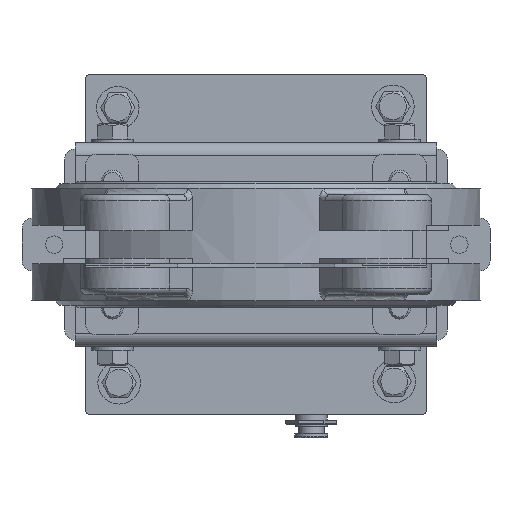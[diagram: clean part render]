
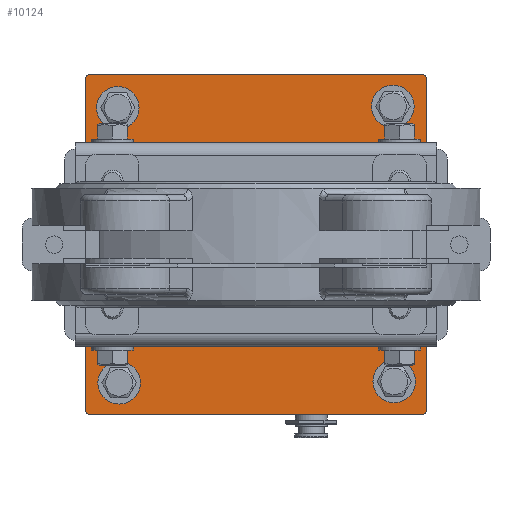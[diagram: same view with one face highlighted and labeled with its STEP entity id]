
A CAD part, front view. The second image highlights one B-rep face of the part: STEP entity #10124.
In plain terms, the highlighted planar face has unit normal (0, -1, 0).
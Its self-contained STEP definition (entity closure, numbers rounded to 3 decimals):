
#548=FACE_BOUND('',#3215,.T.);
#1189=LINE('',#17444,#2005);
#1193=LINE('',#17456,#2009);
#1197=LINE('',#17468,#2013);
#1201=LINE('',#17479,#2017);
#2005=VECTOR('',#13421,10.);
#2009=VECTOR('',#13433,10.);
#2013=VECTOR('',#13445,10.);
#2017=VECTOR('',#13457,10.);
#2599=FACE_OUTER_BOUND('',#3214,.T.);
#3214=EDGE_LOOP('',(#8148,#8149,#8150,#8151,#8152,#8153,#8154,#8155));
#3215=EDGE_LOOP('',(#8156));
#3714=CIRCLE('',#11153,32.5);
#3718=CIRCLE('',#11161,2.);
#3720=CIRCLE('',#11165,2.);
#3722=CIRCLE('',#11169,2.);
#3724=CIRCLE('',#11173,2.);
#4502=VERTEX_POINT('',#17419);
#4506=VERTEX_POINT('',#17434);
#4507=VERTEX_POINT('',#17435);
#4510=VERTEX_POINT('',#17443);
#4512=VERTEX_POINT('',#17449);
#4514=VERTEX_POINT('',#17455);
#4516=VERTEX_POINT('',#17461);
#4518=VERTEX_POINT('',#17467);
#4520=VERTEX_POINT('',#17473);
#5733=EDGE_CURVE('',#4502,#4502,#3714,.T.);
#5739=EDGE_CURVE('',#4506,#4507,#3718,.T.);
#5743=EDGE_CURVE('',#4510,#4506,#1189,.T.);
#5746=EDGE_CURVE('',#4512,#4510,#3720,.T.);
#5749=EDGE_CURVE('',#4514,#4512,#1193,.T.);
#5752=EDGE_CURVE('',#4516,#4514,#3722,.T.);
#5755=EDGE_CURVE('',#4518,#4516,#1197,.T.);
#5758=EDGE_CURVE('',#4520,#4518,#3724,.T.);
#5761=EDGE_CURVE('',#4507,#4520,#1201,.T.);
#8148=ORIENTED_EDGE('',*,*,#5761,.F.);
#8149=ORIENTED_EDGE('',*,*,#5739,.F.);
#8150=ORIENTED_EDGE('',*,*,#5743,.F.);
#8151=ORIENTED_EDGE('',*,*,#5746,.F.);
#8152=ORIENTED_EDGE('',*,*,#5749,.F.);
#8153=ORIENTED_EDGE('',*,*,#5752,.F.);
#8154=ORIENTED_EDGE('',*,*,#5755,.F.);
#8155=ORIENTED_EDGE('',*,*,#5758,.F.);
#8156=ORIENTED_EDGE('',*,*,#5733,.T.);
#9138=PLANE('',#11177);
#10124=ADVANCED_FACE('',(#2599,#548),#9138,.F.);
#11153=AXIS2_PLACEMENT_3D('',#17421,#13395,#13396);
#11161=AXIS2_PLACEMENT_3D('',#17436,#13413,#13414);
#11165=AXIS2_PLACEMENT_3D('',#17450,#13426,#13427);
#11169=AXIS2_PLACEMENT_3D('',#17462,#13438,#13439);
#11173=AXIS2_PLACEMENT_3D('',#17474,#13450,#13451);
#11177=AXIS2_PLACEMENT_3D('',#17482,#13461,#13462);
#13395=DIRECTION('center_axis',(0.,1.,0.));
#13396=DIRECTION('ref_axis',(1.,0.,0.));
#13413=DIRECTION('center_axis',(0.,1.,0.));
#13414=DIRECTION('ref_axis',(0.,0.,-1.));
#13421=DIRECTION('',(-1.,0.,0.));
#13426=DIRECTION('center_axis',(0.,1.,0.));
#13427=DIRECTION('ref_axis',(1.,0.,0.));
#13433=DIRECTION('',(0.,0.,-1.));
#13438=DIRECTION('center_axis',(0.,1.,0.));
#13439=DIRECTION('ref_axis',(0.,0.,1.));
#13445=DIRECTION('',(1.,0.,0.));
#13450=DIRECTION('center_axis',(0.,1.,0.));
#13451=DIRECTION('ref_axis',(-1.,0.,0.));
#13457=DIRECTION('',(0.,0.,1.));
#13461=DIRECTION('center_axis',(0.,1.,0.));
#13462=DIRECTION('ref_axis',(0.,0.,1.));
#17419=CARTESIAN_POINT('',(-32.5,0.,0.));
#17421=CARTESIAN_POINT('Origin',(0.,0.,0.));
#17434=CARTESIAN_POINT('',(-78.,0.,-80.));
#17435=CARTESIAN_POINT('',(-80.,0.,-78.));
#17436=CARTESIAN_POINT('Origin',(-78.,0.,-78.));
#17443=CARTESIAN_POINT('',(78.,0.,-80.));
#17444=CARTESIAN_POINT('',(78.,0.,-80.));
#17449=CARTESIAN_POINT('',(80.,0.,-78.));
#17450=CARTESIAN_POINT('Origin',(78.,0.,-78.));
#17455=CARTESIAN_POINT('',(80.,0.,78.));
#17456=CARTESIAN_POINT('',(80.,0.,78.));
#17461=CARTESIAN_POINT('',(78.,0.,80.));
#17462=CARTESIAN_POINT('Origin',(78.,0.,78.));
#17467=CARTESIAN_POINT('',(-78.,0.,80.));
#17468=CARTESIAN_POINT('',(-78.,0.,80.));
#17473=CARTESIAN_POINT('',(-80.,0.,78.));
#17474=CARTESIAN_POINT('Origin',(-78.,0.,78.));
#17479=CARTESIAN_POINT('',(-80.,0.,-78.));
#17482=CARTESIAN_POINT('Origin',(0.,0.,0.));
